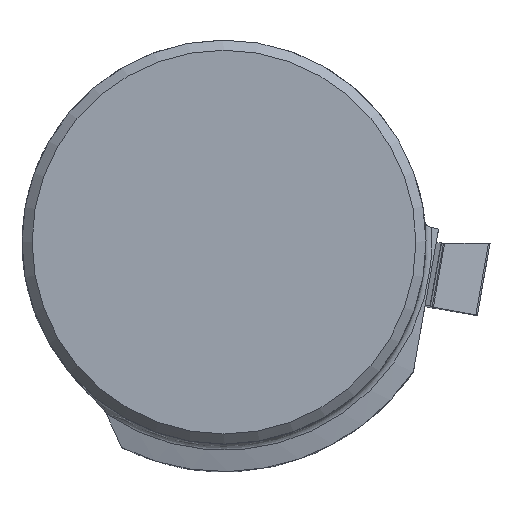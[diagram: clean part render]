
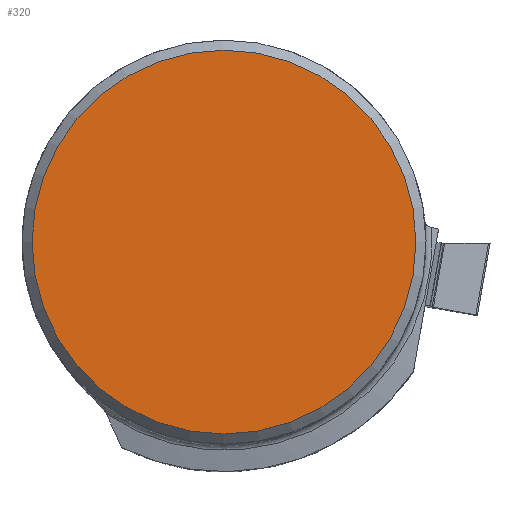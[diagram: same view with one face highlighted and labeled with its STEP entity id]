
A CAD part, top view. The second image highlights one B-rep face of the part: STEP entity #320.
In plain terms, the highlighted planar face has unit normal (0, 0, 1).
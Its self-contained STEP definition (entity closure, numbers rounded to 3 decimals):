
#238=CIRCLE('',#2140,19.);
#320=ADVANCED_FACE('',(#464),#380,.F.);
#380=PLANE('',#2142);
#464=FACE_OUTER_BOUND('',#567,.T.);
#567=EDGE_LOOP('',(#1052));
#1052=ORIENTED_EDGE('',*,*,#1547,.F.);
#1290=VERTEX_POINT('',#3490);
#1547=EDGE_CURVE('',#1290,#1290,#238,.T.);
#2140=AXIS2_PLACEMENT_3D('',#3489,#2638,#2639);
#2142=AXIS2_PLACEMENT_3D('',#3492,#2642,#2643);
#2638=DIRECTION('',(0.,0.,-1.));
#2639=DIRECTION('',(-1.,0.,0.));
#2642=DIRECTION('',(0.,0.,-1.));
#2643=DIRECTION('',(1.,0.,0.));
#3489=CARTESIAN_POINT('',(0.,0.,0.325));
#3490=CARTESIAN_POINT('',(-19.,0.,0.325));
#3492=CARTESIAN_POINT('',(0.,19.,0.325));
